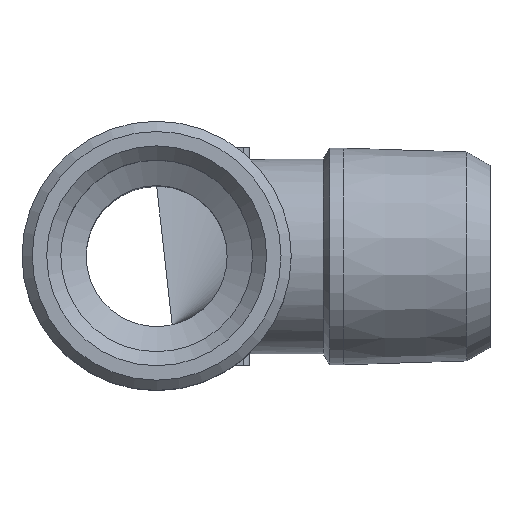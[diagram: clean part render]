
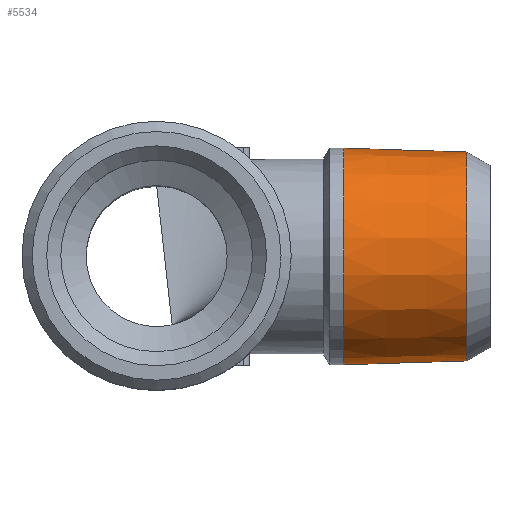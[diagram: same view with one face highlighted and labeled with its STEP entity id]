
A CAD part, top view. The second image highlights one B-rep face of the part: STEP entity #5534.
In plain terms, the highlighted conical face has half-angle 1.79 degrees and reference radius 8.447 mm.
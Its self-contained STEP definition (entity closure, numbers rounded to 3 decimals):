
#1605=ORIENTED_EDGE('',*,*,#1944,.F.);
#1606=ORIENTED_EDGE('',*,*,#1943,.T.);
#1753=CIRCLE('',#5449,8.447);
#1754=CIRCLE('',#5451,8.147);
#1837=VERTEX_POINT('',#5292);
#1838=VERTEX_POINT('',#5295);
#1943=EDGE_CURVE('',#1837,#1837,#1753,.T.);
#1944=EDGE_CURVE('',#1838,#1838,#1754,.T.);
#2031=EDGE_LOOP('',(#1605));
#2032=EDGE_LOOP('',(#1606));
#2113=FACE_BOUND('',#2031,.T.);
#2114=FACE_BOUND('',#2032,.T.);
#2303=DIRECTION('',(1.,0.,0.));
#2304=DIRECTION('',(0.,0.,8.447));
#2305=DIRECTION('',(-1.,0.,0.));
#2306=DIRECTION('',(0.,0.,1.));
#2307=DIRECTION('',(1.,0.,0.));
#2308=DIRECTION('',(0.,0.,8.147));
#5292=CARTESIAN_POINT('',(23.724,33.968,8.447));
#5293=CARTESIAN_POINT('',(23.724,33.968,0.));
#5294=CARTESIAN_POINT('',(23.724,33.968,0.));
#5295=CARTESIAN_POINT('',(33.324,33.968,8.147));
#5296=CARTESIAN_POINT('',(33.324,33.968,0.));
#5449=AXIS2_PLACEMENT_3D('',#5293,#2303,#2304);
#5450=AXIS2_PLACEMENT_3D('',#5294,#2305,#2306);
#5451=AXIS2_PLACEMENT_3D('',#5296,#2307,#2308);
#5502=CONICAL_SURFACE('',#5450,8.447,1.79);
#5534=ADVANCED_FACE('',(#2113,#2114),#5502,.T.);
